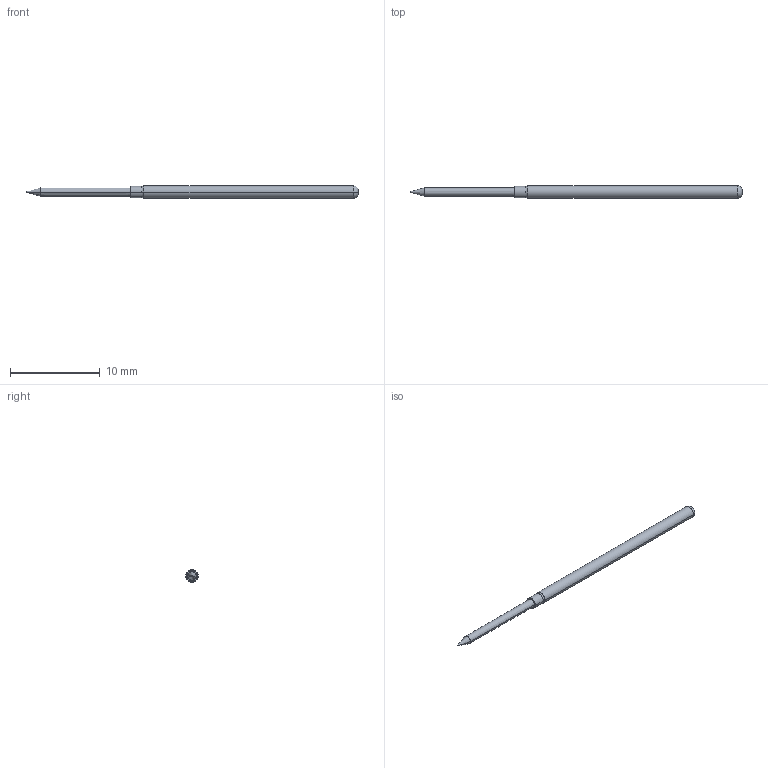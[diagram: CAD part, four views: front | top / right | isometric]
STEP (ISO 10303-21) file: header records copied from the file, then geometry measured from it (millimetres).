
FILE_DESCRIPTION (( 'STEP AP214' ), '1' );
FILE_NAME ('100-PR_4041.STEP', '2011-10-18T16:20:56', ( 'Authorized User' ), ( '' ), 'SwSTEP 2.0', 'SolidWorks 2011', '' );
FILE_SCHEMA (( 'AUTOMOTIVE_DESIGN' ));
Length unit declared in the file: inch
Products named in the file (1): 100-PR_4041
Bounding box: 37.08 x 1.37 x 1.37 mm (x, y, z)
Volume: 44.1 mm3; surface area: 141.8 mm2
Topology: 1 solids, 1 shells, 17 faces, 32 edges, 18 vertices
Faces by surface type: torus 6, cone 4, cylinder 4, plane 3
Entity records: 470 total; most frequent: DIRECTION 92, CARTESIAN_POINT 68, ORIENTED_EDGE 64, AXIS2_PLACEMENT_3D 42, EDGE_CURVE 32, CIRCLE 24, VERTEX_POINT 18, EDGE_LOOP 18
